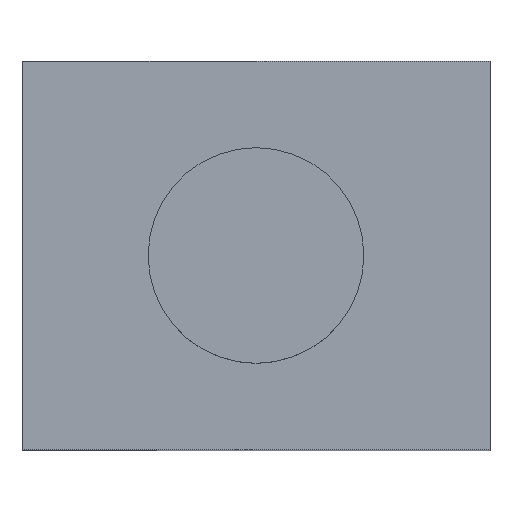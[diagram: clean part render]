
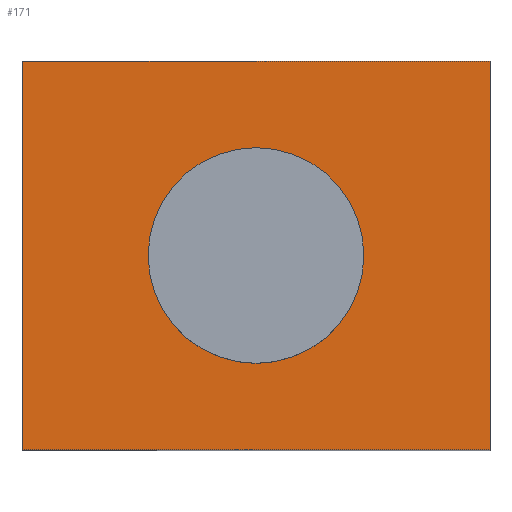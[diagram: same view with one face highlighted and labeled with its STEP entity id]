
A CAD part, top view. The second image highlights one B-rep face of the part: STEP entity #171.
In plain terms, the highlighted planar face has unit normal (0, 0, 1).
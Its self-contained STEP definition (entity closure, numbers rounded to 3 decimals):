
#92=LINE('',#942,#136);
#98=LINE('',#954,#142);
#99=LINE('',#958,#143);
#100=LINE('',#960,#144);
#136=VECTOR('',#760,1.);
#142=VECTOR('',#768,1.);
#143=VECTOR('',#773,1.);
#144=VECTOR('',#774,1.);
#171=ADVANCED_FACE('',(#223,#224),#205,.F.);
#205=PLANE('',#650);
#223=FACE_BOUND('',#258,.T.);
#224=FACE_BOUND('',#259,.T.);
#258=EDGE_LOOP('',(#353));
#259=EDGE_LOOP('',(#354,#355,#356,#357));
#353=ORIENTED_EDGE('',*,*,#533,.T.);
#354=ORIENTED_EDGE('',*,*,#532,.T.);
#355=ORIENTED_EDGE('',*,*,#534,.F.);
#356=ORIENTED_EDGE('',*,*,#535,.F.);
#357=ORIENTED_EDGE('',*,*,#526,.T.);
#467=VERTEX_POINT('',#941);
#468=VERTEX_POINT('',#943);
#472=VERTEX_POINT('',#953);
#473=VERTEX_POINT('',#957);
#474=VERTEX_POINT('',#959);
#526=EDGE_CURVE('',#468,#467,#92,.T.);
#532=EDGE_CURVE('',#467,#472,#98,.T.);
#533=EDGE_CURVE('',#473,#473,#579,.T.);
#534=EDGE_CURVE('',#474,#472,#99,.T.);
#535=EDGE_CURVE('',#468,#474,#100,.T.);
#579=CIRCLE('',#649,29.95);
#649=AXIS2_PLACEMENT_3D('',#956,#771,#772);
#650=AXIS2_PLACEMENT_3D('',#961,#775,#776);
#760=DIRECTION('',(0.,1.,0.));
#768=DIRECTION('',(-1.,0.,0.));
#771=DIRECTION('',(0.,0.,-1.));
#772=DIRECTION('',(-1.,0.,0.));
#773=DIRECTION('',(0.,1.,0.));
#774=DIRECTION('',(-1.,0.,0.));
#775=DIRECTION('',(0.,0.,-1.));
#776=DIRECTION('',(-1.,0.,0.));
#941=CARTESIAN_POINT('',(65.,54.,0.));
#942=CARTESIAN_POINT('',(65.,-54.,0.));
#943=CARTESIAN_POINT('',(65.,-54.,0.));
#953=CARTESIAN_POINT('',(-65.,54.,0.));
#954=CARTESIAN_POINT('',(65.,54.,0.));
#956=CARTESIAN_POINT('',(0.,0.,0.));
#957=CARTESIAN_POINT('',(-29.95,0.,0.));
#958=CARTESIAN_POINT('',(-65.,-54.,0.));
#959=CARTESIAN_POINT('',(-65.,-54.,0.));
#960=CARTESIAN_POINT('',(65.,-54.,0.));
#961=CARTESIAN_POINT('',(65.,-54.,0.));
